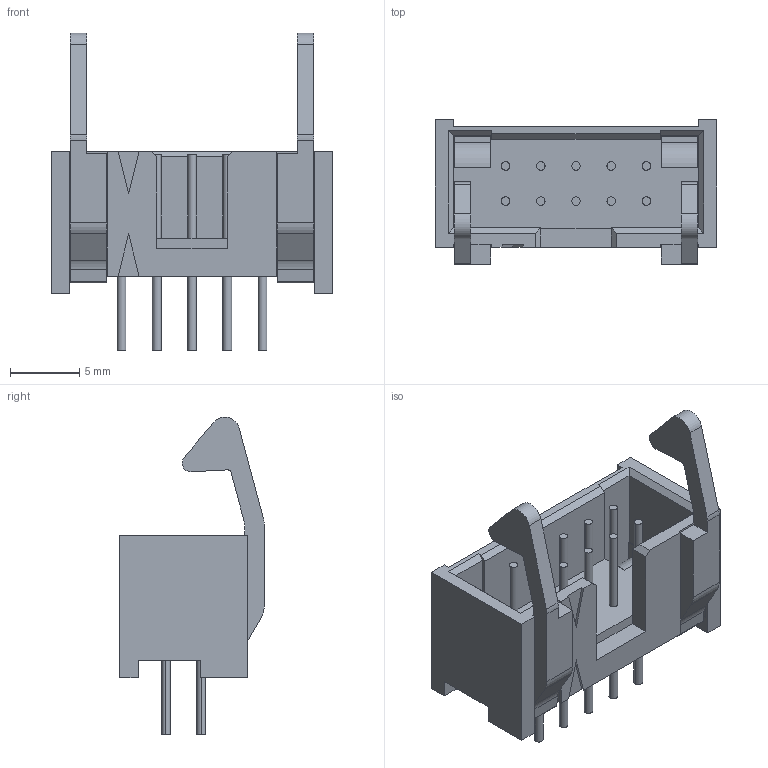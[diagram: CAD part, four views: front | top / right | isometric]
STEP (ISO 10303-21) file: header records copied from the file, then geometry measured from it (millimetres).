
FILE_DESCRIPTION((''),'2;1');
FILE_NAME('C-2-1761713-3','2012-05-17T',('workeradm'),('Tyco Electronics Ltd.'),'PRO/ENGINEER BY PARAMETRIC TECHNOLOGY CORPORATION, 2010430','PRO/ENGINEER BY PARAMETRIC TECHNOLOGY CORPORATION, 2010430','');
FILE_SCHEMA(('AUTOMOTIVE_DESIGN { 1 0 10303 214 1 1 1 1 }'));
Length unit declared in the file: millimetre
Products named in the file (1): C-2-1761713-3
Bounding box: 20.32 x 10.41 x 22.91 mm (x, y, z)
Volume: 941.7 mm3; surface area: 1633.9 mm2
Topology: 1 solids, 1 shells, 198 faces, 504 edges, 328 vertices
Faces by surface type: plane 132, cylinder 66
Entity records: 6229 total; most frequent: DIRECTION 1036, CARTESIAN_POINT 1032, ORIENTED_EDGE 1008, EDGE_CURVE 504, VECTOR 368, LINE 368, AXIS2_PLACEMENT_3D 334, VERTEX_POINT 328
